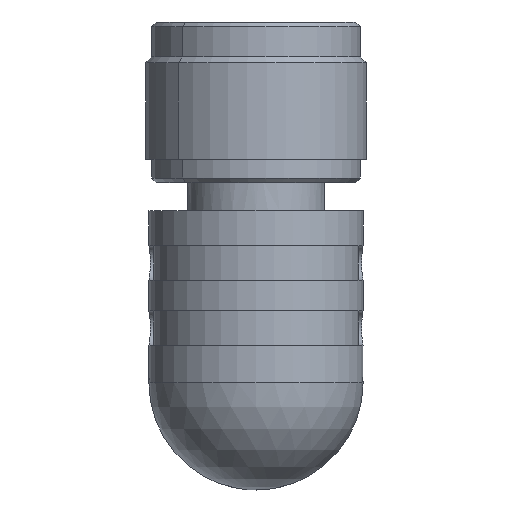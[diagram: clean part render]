
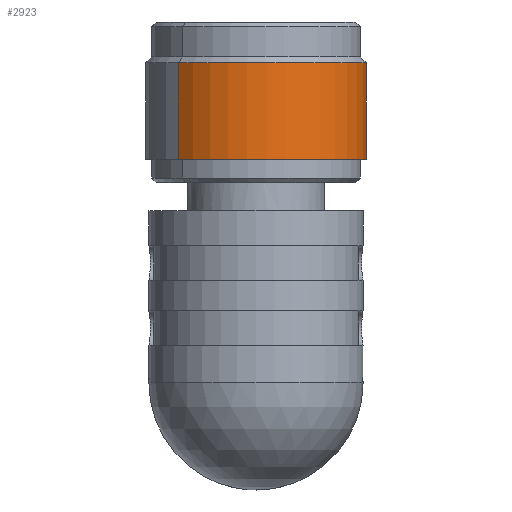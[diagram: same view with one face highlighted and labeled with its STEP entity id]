
A CAD part, front view. The second image highlights one B-rep face of the part: STEP entity #2923.
In plain terms, the highlighted cylindrical face has radius 4.75 mm (diameter 9.5 mm), a partial arc.
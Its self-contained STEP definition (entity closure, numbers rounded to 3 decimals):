
#1611=LINE('',#10997,#1975);
#1612=LINE('',#11001,#1976);
#1975=VECTOR('',#8659,1.);
#1976=VECTOR('',#8662,1.);
#2372=FACE_OUTER_BOUND('',#3500,.T.);
#2677=CYLINDRICAL_SURFACE('',#7717,4.75);
#2923=ADVANCED_FACE('',(#2372),#2677,.T.);
#3500=EDGE_LOOP('',(#4065,#4066,#4067,#4068));
#4065=ORIENTED_EDGE('',*,*,#6314,.F.);
#4066=ORIENTED_EDGE('',*,*,#6373,.T.);
#4067=ORIENTED_EDGE('',*,*,#6316,.T.);
#4068=ORIENTED_EDGE('',*,*,#6374,.F.);
#5661=VERTEX_POINT('',#10869);
#5662=VERTEX_POINT('',#10871);
#5715=VERTEX_POINT('',#10998);
#5716=VERTEX_POINT('',#11000);
#6314=EDGE_CURVE('',#5661,#5715,#1611,.T.);
#6316=EDGE_CURVE('',#5662,#5716,#1612,.T.);
#6373=EDGE_CURVE('',#5661,#5662,#7171,.T.);
#6374=EDGE_CURVE('',#5715,#5716,#7172,.T.);
#7171=CIRCLE('',#7715,4.75);
#7172=CIRCLE('',#7716,4.75);
#7715=AXIS2_PLACEMENT_3D('',#11126,#8781,#8782);
#7716=AXIS2_PLACEMENT_3D('',#11127,#8783,#8784);
#7717=AXIS2_PLACEMENT_3D('',#11128,#8785,#8786);
#8659=DIRECTION('',(0.,0.,-1.));
#8662=DIRECTION('',(0.,0.,-1.));
#8781=DIRECTION('',(0.,0.,-1.));
#8782=DIRECTION('',(0.701,0.713,0.));
#8783=DIRECTION('',(0.,0.,-1.));
#8784=DIRECTION('',(-0.701,-0.713,0.));
#8785=DIRECTION('',(0.,0.,-1.));
#8786=DIRECTION('',(-0.701,-0.713,0.));
#10869=CARTESIAN_POINT('',(3.33,3.387,9.55));
#10871=CARTESIAN_POINT('',(-3.33,-3.387,9.55));
#10997=CARTESIAN_POINT('',(3.33,3.387,11.3));
#10998=CARTESIAN_POINT('',(3.33,3.387,5.4));
#11000=CARTESIAN_POINT('',(-3.33,-3.387,5.4));
#11001=CARTESIAN_POINT('',(-3.33,-3.387,11.3));
#11126=CARTESIAN_POINT('',(0.,0.,
9.55));
#11127=CARTESIAN_POINT('',(0.,0.,
5.4));
#11128=CARTESIAN_POINT('',(0.,0.,
11.3));
